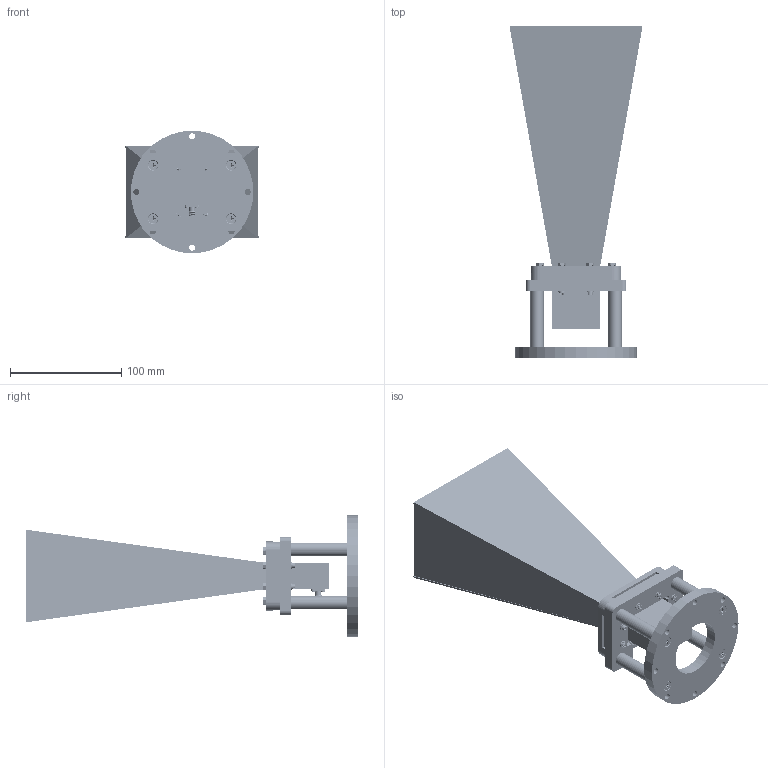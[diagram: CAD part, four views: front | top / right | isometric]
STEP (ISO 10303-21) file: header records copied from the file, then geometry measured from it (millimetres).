
FILE_DESCRIPTION (( 'STEP AP214' ), '1' );
FILE_NAME ('FM1WAN159-15SF_3D.step', '2024-05-06T19:09:40', ( '' ), ( '' ), 'SwSTEP 2.0', 'SolidWorks 2022', '' );
FILE_SCHEMA (( 'AUTOMOTIVE_DESIGN' ));
Length unit declared in the file: inch
Products named in the file (14): flat head screw_am_B18.6.7M - M4 x 0.7 x 10 Type I Cross Recessed FHMS --10N; FMWAN159-MNT_UPR PLT; FM9860B-15-CPRG; Screw 4-40SH x 9_16_1; FMWAN159-MNT_STDF RND M4 FEM, 8OD X 64LG; FMWAN159-MNT; 4-40 Nut_1_94150A335; Screw 4-40SH x 9_16_2; FM1WAN159-15SF_3D; SMA FEMALE^FMWCA1054; PEWCA1054^FMWCA1054; No.4 Flat Washer_1_91166A230; FMWAN159-MNT_LWR PLT; FMWCA1054
Assembly tree (43 placements, depth 3):
  FM1WAN159-15SF_3D
    FMWAN159-MNT
      FMWAN159-MNT_UPR PLT
      FMWAN159-MNT_LWR PLT
      FMWAN159-MNT_STDF RND M4 FEM, 8OD X 64LG  x4
      flat head screw_am_B18.6.7M - M4 x 0.7 x 10 Type I Cross Recessed FHMS --10N  x8
    FM9860B-15-CPRG
    4-40 Nut_1_94150A335  x8
    No.4 Flat Washer_1_91166A230  x8
    Screw 4-40SH x 9_16_1  x6
    Screw 4-40SH x 9_16_2  x2
    FMWCA1054
      PEWCA1054^FMWCA1054
      SMA FEMALE^FMWCA1054
Bounding box: 119.48 x 297.84 x 110 mm (x, y, z)
Volume: 278753 mm3; surface area: 208517.2 mm2
Topology: 54 solids, 54 shells, 4942 faces, 13868 edges, 9055 vertices
Faces by surface type: plane 1698, cylinder 1551, cone 920, torus 702, bspline 63, sphere 8
Entity records: 72811 total; most frequent: CARTESIAN_POINT 35920, ORIENTED_EDGE 8388, DIRECTION 6543, EDGE_CURVE 4194, VERTEX_POINT 2753, AXIS2_PLACEMENT_3D 2543, EDGE_LOOP 1623, ADVANCED_FACE 1507
